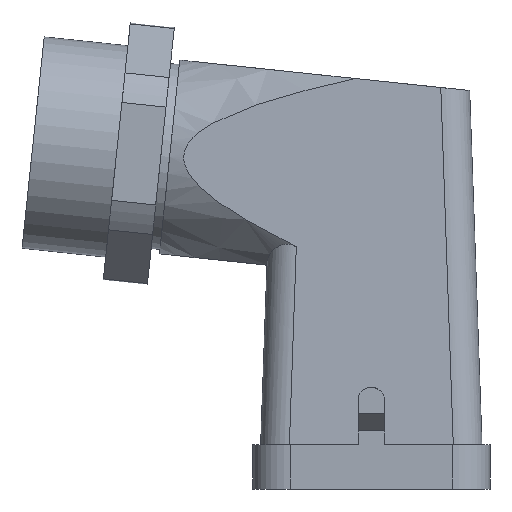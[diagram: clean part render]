
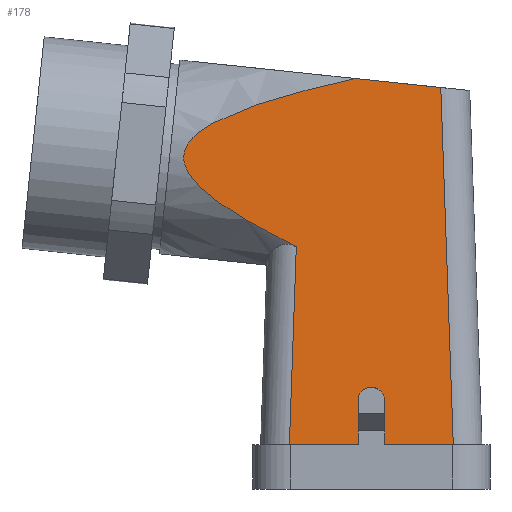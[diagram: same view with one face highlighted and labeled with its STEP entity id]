
A CAD part, front view. The second image highlights one B-rep face of the part: STEP entity #178.
In plain terms, the highlighted planar face has unit normal (0, -0.999, 0.035).
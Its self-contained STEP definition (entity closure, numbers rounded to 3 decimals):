
#178 = ADVANCED_FACE( '', ( #452 ), #453, .T. );
#452 = FACE_OUTER_BOUND( '', #843, .T. );
#453 = PLANE( '', #844 );
#843 = EDGE_LOOP( '', ( #1328, #1329, #1330, #1331, #1332, #1333, #1334, #1335, #1336 ) );
#844 = AXIS2_PLACEMENT_3D( '', #1337, #1338, #1339 );
#1328 = ORIENTED_EDGE( '', *, *, #2440, .T. );
#1329 = ORIENTED_EDGE( '', *, *, #2431, .T. );
#1330 = ORIENTED_EDGE( '', *, *, #2441, .F. );
#1331 = ORIENTED_EDGE( '', *, *, #2442, .F. );
#1332 = ORIENTED_EDGE( '', *, *, #2443, .F. );
#1333 = ORIENTED_EDGE( '', *, *, #2444, .F. );
#1334 = ORIENTED_EDGE( '', *, *, #2445, .F. );
#1335 = ORIENTED_EDGE( '', *, *, #2446, .T. );
#1336 = ORIENTED_EDGE( '', *, *, #2409, .T. );
#1337 = CARTESIAN_POINT( '', ( 0., -12.5, 5. ) );
#1338 = DIRECTION( '', ( 0., -0.999, 0.035 ) );
#1339 = DIRECTION( '', ( 0., -0.035, -0.999 ) );
#2409 = EDGE_CURVE( '', #2884, #2885, #2886, .T. );
#2431 = EDGE_CURVE( '', #2917, #2921, #2923, .T. );
#2440 = EDGE_CURVE( '', #2885, #2917, #2934, .T. );
#2441 = EDGE_CURVE( '', #2935, #2921, #2936, .T. );
#2442 = EDGE_CURVE( '', #2937, #2935, #2938, .T. );
#2443 = EDGE_CURVE( '', #2939, #2937, #2940, .T. );
#2444 = EDGE_CURVE( '', #2941, #2939, #2942, .T. );
#2445 = EDGE_CURVE( '', #2943, #2941, #2944, .T. );
#2446 = EDGE_CURVE( '', #2943, #2884, #2945, .F. );
#2884 = VERTEX_POINT( '', #3556 );
#2885 = VERTEX_POINT( '', #3557 );
#2886 = LINE( '', #3558, #3559 );
#2917 = VERTEX_POINT( '', #3665 );
#2921 = VERTEX_POINT( '', #3689 );
#2923 = LINE( '', #3691, #3692 );
#2934 = B_SPLINE_CURVE_WITH_KNOTS( '', 3, ( #3708, #3709, #3710, #3711, #3712, #3713, #3714, #3715, #3716, #3717, #3718, #3719, #3720, #3721, #3722, #3723, #3724, #3725, #3726, #3727, #3728, #3729, #3730, #3731, #3732, #3733, #3734, #3735, #3736, #3737, #3738, #3739, #3740, #3741, #3742, #3743, #3744, #3745, #3746, #3747, #3748, #3749 ), .UNSPECIFIED., .F., .F., ( 4, 2, 2, 2, 2, 2, 2, 2, 2, 2, 2, 2, 2, 2, 2, 2, 2, 2, 2, 2, 4 ), ( -0.009, -0.005, 0., 0.003, 0.005, 0.008, 0.009, 0.01, 0.011, 0.011, 0.012, 0.012, 0.013, 0.014, 0.015, 0.016, 0.017, 0.02, 0.022, 0.025, 0.029 ), .UNSPECIFIED. );
#2935 = VERTEX_POINT( '', #3750 );
#2936 = LINE( '', #3751, #3752 );
#2937 = VERTEX_POINT( '', #3753 );
#2938 = LINE( '', #3754, #3755 );
#2939 = VERTEX_POINT( '', #3756 );
#2940 = ELLIPSE( '', #3757, 1.501, 1.5 );
#2941 = VERTEX_POINT( '', #3758 );
#2942 = LINE( '', #3759, #3760 );
#2943 = VERTEX_POINT( '', #3761 );
#2944 = LINE( '', #3762, #3763 );
#2945 = LINE( '', #3764, #3765 );
#3556 = CARTESIAN_POINT( '', ( 7.843, -11.091, 45.343 ) );
#3557 = CARTESIAN_POINT( '', ( -1.826, -11.056, 46.359 ) );
#3558 = CARTESIAN_POINT( '', ( 4.285, -11.078, 45.717 ) );
#3559 = VECTOR( '', #4709, 1000. );
#3665 = CARTESIAN_POINT( '', ( -8.471, -11.719, 27.362 ) );
#3689 = CARTESIAN_POINT( '', ( -9.252, -12.5, 5. ) );
#3691 = CARTESIAN_POINT( '', ( -9.241, -12.489, 5.322 ) );
#3692 = VECTOR( '', #4728, 1000. );
#3708 = CARTESIAN_POINT( '', ( -1.826, -11.056, 46.359 ) );
#3709 = CARTESIAN_POINT( '', ( -3.406, -11.068, 46.008 ) );
#3710 = CARTESIAN_POINT( '', ( -4.981, -11.081, 45.639 ) );
#3711 = CARTESIAN_POINT( '', ( -8.117, -11.109, 44.845 ) );
#3712 = CARTESIAN_POINT( '', ( -9.68, -11.123, 44.42 ) );
#3713 = CARTESIAN_POINT( '', ( -12.003, -11.148, 43.708 ) );
#3714 = CARTESIAN_POINT( '', ( -12.773, -11.157, 43.459 ) );
#3715 = CARTESIAN_POINT( '', ( -14.3, -11.176, 42.922 ) );
#3716 = CARTESIAN_POINT( '', ( -15.058, -11.186, 42.635 ) );
#3717 = CARTESIAN_POINT( '', ( -16.55, -11.208, 42.003 ) );
#3718 = CARTESIAN_POINT( '', ( -17.28, -11.22, 41.66 ) );
#3719 = CARTESIAN_POINT( '', ( -18.33, -11.24, 41.07 ) );
#3720 = CARTESIAN_POINT( '', ( -18.673, -11.248, 40.861 ) );
#3721 = CARTESIAN_POINT( '', ( -19.334, -11.264, 40.403 ) );
#3722 = CARTESIAN_POINT( '', ( -19.654, -11.272, 40.155 ) );
#3723 = CARTESIAN_POINT( '', ( -20.102, -11.287, 39.732 ) );
#3724 = CARTESIAN_POINT( '', ( -20.246, -11.292, 39.582 ) );
#3725 = CARTESIAN_POINT( '', ( -20.511, -11.303, 39.268 ) );
#3726 = CARTESIAN_POINT( '', ( -20.633, -11.309, 39.103 ) );
#3727 = CARTESIAN_POINT( '', ( -20.849, -11.321, 38.75 ) );
#3728 = CARTESIAN_POINT( '', ( -20.942, -11.328, 38.565 ) );
#3729 = CARTESIAN_POINT( '', ( -21.084, -11.341, 38.18 ) );
#3730 = CARTESIAN_POINT( '', ( -21.134, -11.348, 37.977 ) );
#3731 = CARTESIAN_POINT( '', ( -21.184, -11.363, 37.568 ) );
#3732 = CARTESIAN_POINT( '', ( -21.185, -11.37, 37.364 ) );
#3733 = CARTESIAN_POINT( '', ( -21.139, -11.384, 36.954 ) );
#3734 = CARTESIAN_POINT( '', ( -21.093, -11.391, 36.751 ) );
#3735 = CARTESIAN_POINT( '', ( -20.904, -11.412, 36.166 ) );
#3736 = CARTESIAN_POINT( '', ( -20.707, -11.425, 35.797 ) );
#3737 = CARTESIAN_POINT( '', ( -20.252, -11.448, 35.117 ) );
#3738 = CARTESIAN_POINT( '', ( -19.993, -11.459, 34.802 ) );
#3739 = CARTESIAN_POINT( '', ( -19.435, -11.48, 34.2 ) );
#3740 = CARTESIAN_POINT( '', ( -19.138, -11.49, 33.916 ) );
#3741 = CARTESIAN_POINT( '', ( -18.224, -11.519, 33.106 ) );
#3742 = CARTESIAN_POINT( '', ( -17.58, -11.536, 32.617 ) );
#3743 = CARTESIAN_POINT( '', ( -16.258, -11.568, 31.69 ) );
#3744 = CARTESIAN_POINT( '', ( -15.579, -11.583, 31.252 ) );
#3745 = CARTESIAN_POINT( '', ( -14.199, -11.613, 30.409 ) );
#3746 = CARTESIAN_POINT( '', ( -13.498, -11.627, 30.004 ) );
#3747 = CARTESIAN_POINT( '', ( -11.372, -11.668, 28.822 ) );
#3748 = CARTESIAN_POINT( '', ( -9.927, -11.694, 28.079 ) );
#3749 = CARTESIAN_POINT( '', ( -8.471, -11.719, 27.362 ) );
#3750 = CARTESIAN_POINT( '', ( -1.5, -12.5, 5. ) );
#3751 = CARTESIAN_POINT( '', ( 13.4, -12.5, 5. ) );
#3752 = VECTOR( '', #4732, 1000. );
#3753 = CARTESIAN_POINT( '', ( -1.5, -12.325, 10. ) );
#3754 = CARTESIAN_POINT( '', ( -1.5, -12.418, 7.347 ) );
#3755 = VECTOR( '', #4733, 1000. );
#3756 = CARTESIAN_POINT( '', ( 1.5, -12.325, 10. ) );
#3757 = AXIS2_PLACEMENT_3D( '', #4734, #4735, #4736 );
#3758 = CARTESIAN_POINT( '', ( 1.5, -12.5, 5. ) );
#3759 = CARTESIAN_POINT( '', ( 1.5, -12.244, 12.341 ) );
#3760 = VECTOR( '', #4737, 1000. );
#3761 = CARTESIAN_POINT( '', ( 9.252, -12.5, 5. ) );
#3762 = CARTESIAN_POINT( '', ( 13.4, -12.5, 5. ) );
#3763 = VECTOR( '', #4738, 1000. );
#3764 = CARTESIAN_POINT( '', ( 9.241, -12.489, 5.322 ) );
#3765 = VECTOR( '', #4739, 1000. );
#4709 = DIRECTION( '', ( -0.995, 0.004, 0.105 ) );
#4728 = DIRECTION( '', ( -0.035, -0.035, -0.999 ) );
#4732 = DIRECTION( '', ( -1., 0., 0. ) );
#4733 = DIRECTION( '', ( 0., -0.035, -0.999 ) );
#4734 = CARTESIAN_POINT( '', ( 0., -12.325, 10. ) );
#4735 = DIRECTION( '', ( 0., -0.999, 0.035 ) );
#4736 = DIRECTION( '', ( 0., -0.035, -0.999 ) );
#4737 = DIRECTION( '', ( 0., 0.035, 0.999 ) );
#4738 = DIRECTION( '', ( -1., 0., 0. ) );
#4739 = DIRECTION( '', ( 0.035, -0.035, -0.999 ) );
